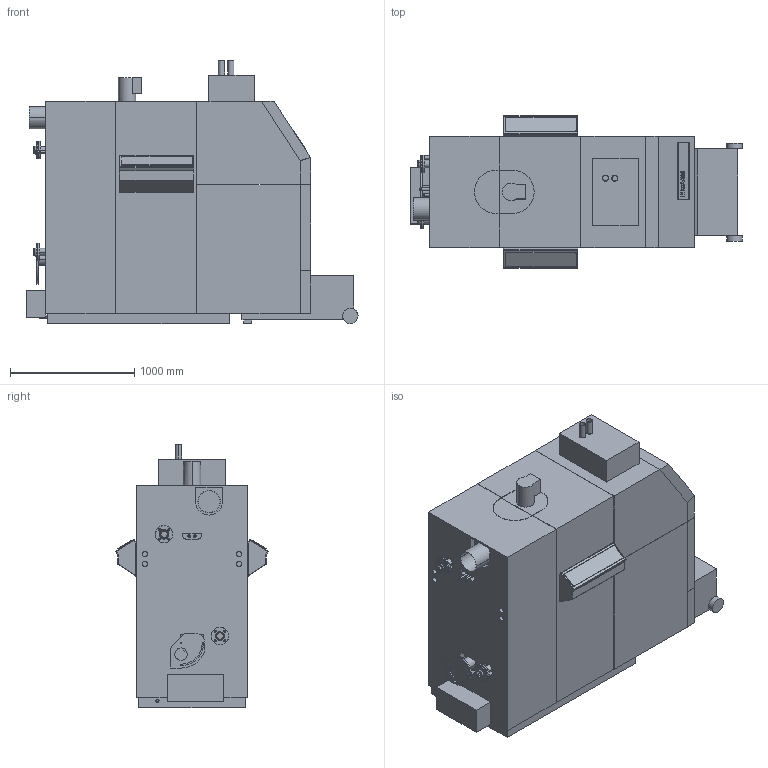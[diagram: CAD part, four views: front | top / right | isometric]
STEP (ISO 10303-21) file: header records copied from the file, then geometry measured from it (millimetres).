
FILE_DESCRIPTION(('CATIA V5 STEP Exchange'),'2;1');
FILE_NAME('4213099_30-BioLyt (110-160).stp','2014-05-23T13:46:27+00:00',('N.N.'),('Hovalwerke AG FL-9490 Vaduz'),'CATIA Version 5 Release 20 SP 7 (IN-10)','CATIA V5 STEP AP203','none');
FILE_SCHEMA(('CONFIG_CONTROL_DESIGN'));
Length unit declared in the file: millimetre
Products named in the file (1): 4213097_BioLyt (110-160) Planerdaten 3D CSM_10492607_C83_000_00
Assembly tree (4 placements, depth 2):
  4213097_BioLyt (110-160) Planerdaten 3D CSM_10492607_C83_000_00
    #58  x2
    #1391
    #15756
Bounding box: 2672 x 1226.44 x 2119 mm (x, y, z)
Volume: 3398529864.4 mm3; surface area: 33183550.9 mm2
Topology: 31 solids, 31 shells, 602 faces, 1395 edges, 864 vertices
Faces by surface type: plane 269, cylinder 205, cone 52, bspline 40, sphere 20, torus 16
Entity records: 18737 total; most frequent: CARTESIAN_POINT 7014, ORIENTED_EDGE 2554, DIRECTION 1891, EDGE_CURVE 1277, VERTEX_POINT 810, AXIS2_PLACEMENT_3D 785, VECTOR 737, LINE 737
